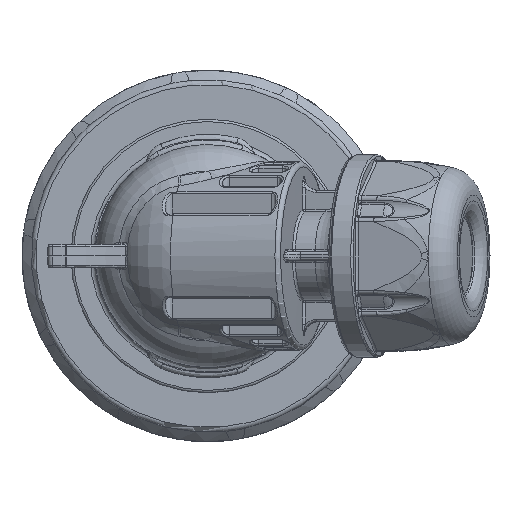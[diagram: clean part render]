
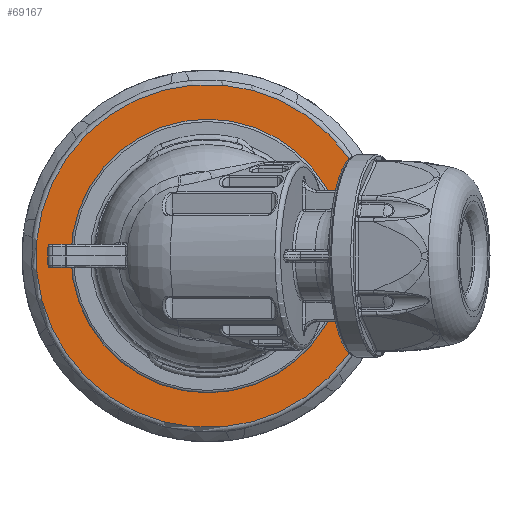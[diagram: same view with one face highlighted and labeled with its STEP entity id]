
A CAD part, left-side view. The second image highlights one B-rep face of the part: STEP entity #69167.
In plain terms, the highlighted planar face has unit normal (-1, 0, 0).
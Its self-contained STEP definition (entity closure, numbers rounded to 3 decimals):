
#3881 = EDGE_CURVE ( 'NONE', #67596, #67596, #69221, .T. ) ;
#4584 = EDGE_LOOP ( 'NONE', ( #68382 ) ) ;
#6593 = AXIS2_PLACEMENT_3D ( 'NONE', #38000, #60464, #71712 ) ;
#7450 = PLANE ( 'NONE',  #18458 ) ;
#13564 = AXIS2_PLACEMENT_3D ( 'NONE', #51702, #23384, #29580 ) ;
#18458 = AXIS2_PLACEMENT_3D ( 'NONE', #68443, #18723, #68811 ) ;
#18723 = DIRECTION ( 'NONE',  ( -1., 0., 0. ) ) ;
#21386 = CARTESIAN_POINT ( 'NONE',  ( -2.866, 25.809, -25.809 ) ) ;
#23384 = DIRECTION ( 'NONE',  ( -1., 0., 0. ) ) ;
#26397 = CIRCLE ( 'NONE', #13564, 36.5 ) ;
#29580 = DIRECTION ( 'NONE',  ( 0., 0.707, -0.707 ) ) ;
#38000 = CARTESIAN_POINT ( 'NONE',  ( -2.866, 0., 0. ) ) ;
#40784 = EDGE_CURVE ( 'NONE', #71118, #71118, #26397, .T. ) ;
#42739 = ORIENTED_EDGE ( 'NONE', *, *, #40784, .T. ) ;
#51702 = CARTESIAN_POINT ( 'NONE',  ( -2.866, 0., 0. ) ) ;
#57215 = FACE_BOUND ( 'NONE', #4584, .T. ) ;
#60464 = DIRECTION ( 'NONE',  ( 1., 0., 0. ) ) ;
#61795 = CARTESIAN_POINT ( 'NONE',  ( -2.866, -28.2, 0. ) ) ;
#61971 = EDGE_LOOP ( 'NONE', ( #42739 ) ) ;
#64422 = FACE_OUTER_BOUND ( 'NONE', #61971, .T. ) ;
#67596 = VERTEX_POINT ( 'NONE', #61795 ) ;
#68382 = ORIENTED_EDGE ( 'NONE', *, *, #3881, .T. ) ;
#68443 = CARTESIAN_POINT ( 'NONE',  ( -2.866, 0., 0. ) ) ;
#68811 = DIRECTION ( 'NONE',  ( 0., -1., 0. ) ) ;
#69167 = ADVANCED_FACE ( 'NONE', ( #64422, #57215 ), #7450, .T. ) ;
#69221 = CIRCLE ( 'NONE', #6593, 28.2 ) ;
#71118 = VERTEX_POINT ( 'NONE', #21386 ) ;
#71712 = DIRECTION ( 'NONE',  ( 0., -1., 0. ) ) ;
